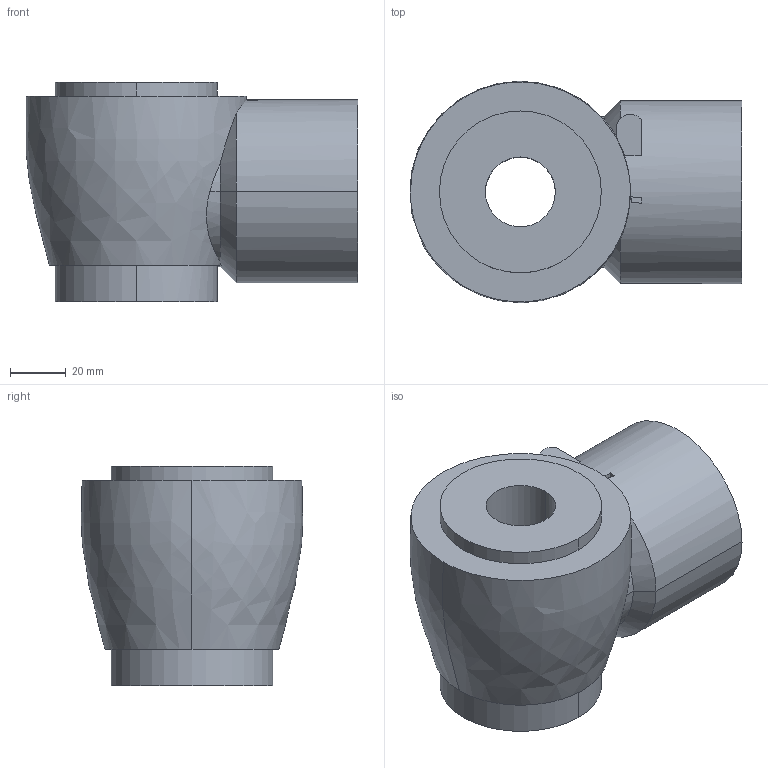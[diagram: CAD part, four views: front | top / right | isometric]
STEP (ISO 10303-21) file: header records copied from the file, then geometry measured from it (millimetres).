
FILE_DESCRIPTION(('CATIA V5 STEP Exchange'),'2;1');
FILE_NAME('Axis5.stp','2024-08-04T13:32:10+00:00',('none'),('none'),'CATIA Version 5 Release 21 GA (IN-10)','CATIA V5 STEP AP203','none');
FILE_SCHEMA(('CONFIG_CONTROL_DESIGN'));
Length unit declared in the file: millimetre
Products named in the file (1): Part 1
Bounding box: 118.75 x 79.35 x 78.5 mm (x, y, z)
Volume: 405176.2 mm3; surface area: 44831.1 mm2
Topology: 1 solids, 1 shells, 87 faces, 235 edges, 156 vertices
Faces by surface type: plane 48, cylinder 21, bspline 12, cone 6
Entity records: 3578 total; most frequent: CARTESIAN_POINT 1542, ORIENTED_EDGE 470, DIRECTION 299, EDGE_CURVE 235, VERTEX_POINT 156, VECTOR 119, LINE 119, AXIS2_PLACEMENT_3D 110
